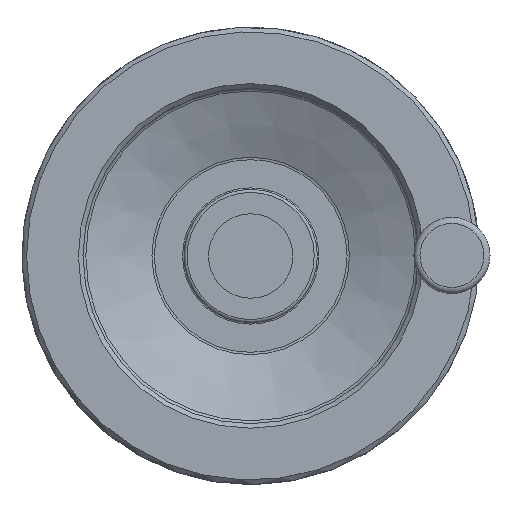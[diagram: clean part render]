
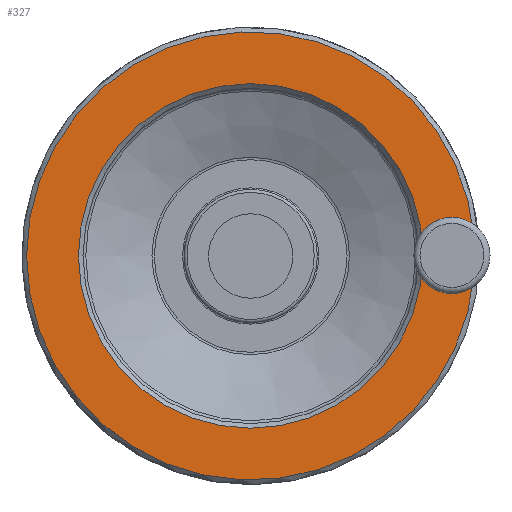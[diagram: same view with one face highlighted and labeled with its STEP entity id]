
A CAD part, top view. The second image highlights one B-rep face of the part: STEP entity #327.
In plain terms, the highlighted planar face has unit normal (0, 0, 1).
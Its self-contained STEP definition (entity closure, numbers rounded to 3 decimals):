
#327 = ADVANCED_FACE( '', ( #757, #758 ), #759, .T. );
#757 = FACE_OUTER_BOUND( '', #2334, .T. );
#758 = FACE_BOUND( '', #2335, .T. );
#759 = PLANE( '', #2336 );
#2334 = EDGE_LOOP( '', ( #3731, #3732 ) );
#2335 = EDGE_LOOP( '', ( #3733 ) );
#2336 = AXIS2_PLACEMENT_3D( '', #3734, #3735, #3736 );
#3731 = ORIENTED_EDGE( '', *, *, #4491, .T. );
#3732 = ORIENTED_EDGE( '', *, *, #4610, .T. );
#3733 = ORIENTED_EDGE( '', *, *, #4575, .T. );
#3734 = CARTESIAN_POINT( '', ( 55., 0., 35. ) );
#3735 = DIRECTION( '', ( 0., 0., 1. ) );
#3736 = DIRECTION( '', ( 1., 0., 0. ) );
#4491 = EDGE_CURVE( '', #5030, #5029, #5032, .F. );
#4575 = EDGE_CURVE( '', #5153, #5153, #5154, .F. );
#4610 = EDGE_CURVE( '', #5029, #5030, #5201, .T. );
#5029 = VERTEX_POINT( '', #6547 );
#5030 = VERTEX_POINT( '', #6548 );
#5032 = CIRCLE( '', #6550, 9.3 );
#5153 = VERTEX_POINT( '', #6803 );
#5154 = CIRCLE( '', #6804, 56.5 );
#5201 = CIRCLE( '', #6866, 73.5 );
#6547 = CARTESIAN_POINT( '', ( 73.271, 5.799, 35. ) );
#6548 = CARTESIAN_POINT( '', ( 73.271, -5.799, 35. ) );
#6550 = AXIS2_PLACEMENT_3D( '', #7454, #7455, #7456 );
#6803 = CARTESIAN_POINT( '', ( 56.5, 0., 35. ) );
#6804 = AXIS2_PLACEMENT_3D( '', #7567, #7568, #7569 );
#6866 = AXIS2_PLACEMENT_3D( '', #7611, #7612, #7613 );
#7454 = CARTESIAN_POINT( '', ( 66., 0., 35. ) );
#7455 = DIRECTION( '', ( 0., 0., 1. ) );
#7456 = DIRECTION( '', ( -1., 0., 0. ) );
#7567 = CARTESIAN_POINT( '', ( 0., 0., 35. ) );
#7568 = DIRECTION( '', ( 0., 0., 1. ) );
#7569 = DIRECTION( '', ( 1., 0., 0. ) );
#7611 = CARTESIAN_POINT( '', ( 0., 0., 35. ) );
#7612 = DIRECTION( '', ( 0., 0., 1. ) );
#7613 = DIRECTION( '', ( 1., 0., 0. ) );
